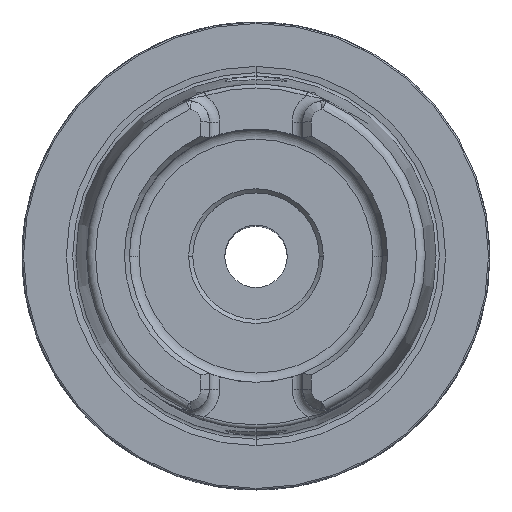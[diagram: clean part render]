
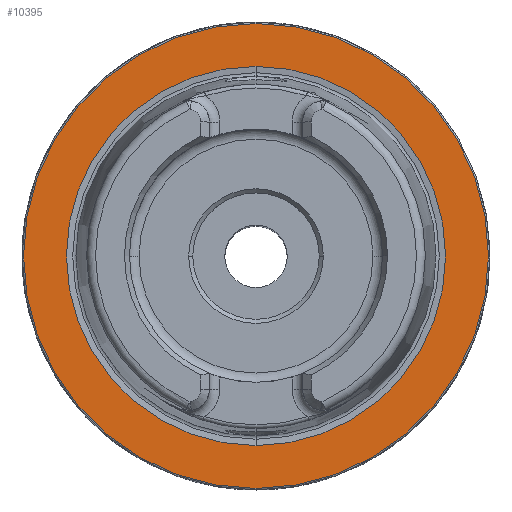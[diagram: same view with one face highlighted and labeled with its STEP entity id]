
A CAD part, top view. The second image highlights one B-rep face of the part: STEP entity #10395.
In plain terms, the highlighted planar face has unit normal (0, 0, 1).
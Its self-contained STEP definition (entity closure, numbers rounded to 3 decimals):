
#82 = EDGE_LOOP ( 'NONE', ( #1967, #2959 ) ) ;
#105 = DIRECTION ( 'NONE',  ( 0., 0., 1. ) ) ;
#282 = FACE_BOUND ( 'NONE', #82, .T. ) ;
#975 = CARTESIAN_POINT ( 'NONE',  ( 0., 0., 0. ) ) ;
#1118 = DIRECTION ( 'NONE',  ( 0., 0., -1. ) ) ;
#1459 = DIRECTION ( 'NONE',  ( 0., 1., 0. ) ) ;
#1944 = AXIS2_PLACEMENT_3D ( 'NONE', #3338, #1118, #8522 ) ;
#1957 = EDGE_CURVE ( 'NONE', #6081, #7529, #2367, .T. ) ;
#1967 = ORIENTED_EDGE ( 'NONE', *, *, #2273, .T. ) ;
#2107 = AXIS2_PLACEMENT_3D ( 'NONE', #9322, #4204, #10198 ) ;
#2207 = CIRCLE ( 'NONE', #11056, 31.27 ) ;
#2273 = EDGE_CURVE ( 'NONE', #7529, #6081, #8268, .T. ) ;
#2367 = CIRCLE ( 'NONE', #1944, 25.5 ) ;
#2411 = PLANE ( 'NONE',  #2107 ) ;
#2520 = CIRCLE ( 'NONE', #7481, 31.27 ) ;
#2959 = ORIENTED_EDGE ( 'NONE', *, *, #1957, .T. ) ;
#3338 = CARTESIAN_POINT ( 'NONE',  ( 0., 0., 0. ) ) ;
#4204 = DIRECTION ( 'NONE',  ( 0., 0., 1. ) ) ;
#4969 = CARTESIAN_POINT ( 'NONE',  ( 0., 0., 0. ) ) ;
#5076 = VERTEX_POINT ( 'NONE', #10817 ) ;
#5295 = CARTESIAN_POINT ( 'NONE',  ( 0., 0., 0. ) ) ;
#5820 = DIRECTION ( 'NONE',  ( 0., -1., 0. ) ) ;
#5870 = EDGE_CURVE ( 'NONE', #10241, #5076, #2207, .T. ) ;
#6081 = VERTEX_POINT ( 'NONE', #9726 ) ;
#6123 = DIRECTION ( 'NONE',  ( 0., -1., 0. ) ) ;
#6730 = CARTESIAN_POINT ( 'NONE',  ( 0., -25.5, 0. ) ) ;
#6819 = DIRECTION ( 'NONE',  ( 0., 0., -1. ) ) ;
#6841 = FACE_OUTER_BOUND ( 'NONE', #8099, .T. ) ;
#7465 = AXIS2_PLACEMENT_3D ( 'NONE', #975, #6819, #1459 ) ;
#7481 = AXIS2_PLACEMENT_3D ( 'NONE', #4969, #10922, #5820 ) ;
#7529 = VERTEX_POINT ( 'NONE', #6730 ) ;
#7545 = ORIENTED_EDGE ( 'NONE', *, *, #5870, .T. ) ;
#8099 = EDGE_LOOP ( 'NONE', ( #7545, #9553 ) ) ;
#8268 = CIRCLE ( 'NONE', #7465, 25.5 ) ;
#8522 = DIRECTION ( 'NONE',  ( 0., 1., 0. ) ) ;
#9078 = CARTESIAN_POINT ( 'NONE',  ( 0., -31.27, 0. ) ) ;
#9322 = CARTESIAN_POINT ( 'NONE',  ( 0., 31.47, 0. ) ) ;
#9553 = ORIENTED_EDGE ( 'NONE', *, *, #10275, .T. ) ;
#9726 = CARTESIAN_POINT ( 'NONE',  ( 0., 25.5, 0. ) ) ;
#10198 = DIRECTION ( 'NONE',  ( 0., -1., 0. ) ) ;
#10241 = VERTEX_POINT ( 'NONE', #9078 ) ;
#10275 = EDGE_CURVE ( 'NONE', #5076, #10241, #2520, .T. ) ;
#10395 = ADVANCED_FACE ( 'NONE', ( #6841, #282 ), #2411, .T. ) ;
#10817 = CARTESIAN_POINT ( 'NONE',  ( 0., 31.27, 0. ) ) ;
#10922 = DIRECTION ( 'NONE',  ( 0., 0., 1. ) ) ;
#11056 = AXIS2_PLACEMENT_3D ( 'NONE', #5295, #105, #6123 ) ;
